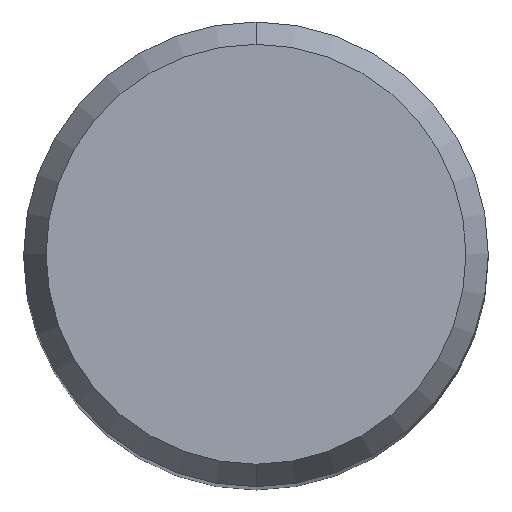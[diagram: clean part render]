
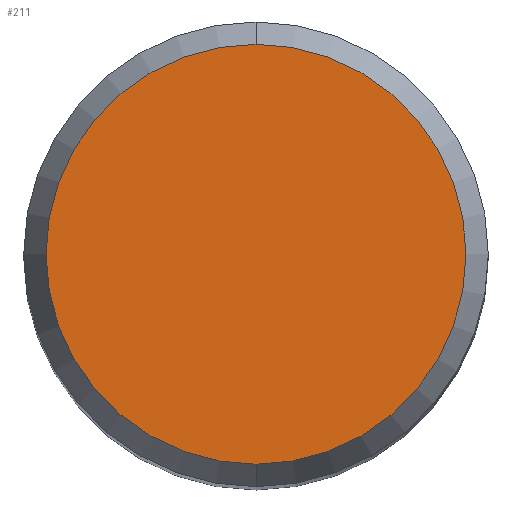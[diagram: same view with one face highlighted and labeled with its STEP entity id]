
A CAD part, top view. The second image highlights one B-rep face of the part: STEP entity #211.
In plain terms, the highlighted planar face has unit normal (0, 0, 1).
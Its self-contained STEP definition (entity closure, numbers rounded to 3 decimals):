
#121=VERTEX_POINT('',#275);
#147=VERTEX_POINT('',#307);
#181=EDGE_CURVE('',#121,#147,#344,.T.);
#203=EDGE_CURVE('',#147,#121,#369,.T.);
#211=ADVANCED_FACE('',(#378),#379,.T.);
#275=CARTESIAN_POINT('',(0.0,4.304,0.));
#307=CARTESIAN_POINT('',(0.,-4.304,0.));
#344=CIRCLE('',#529,4.304);
#369=CIRCLE('',#562,4.304);
#378=FACE_OUTER_BOUND('',#573,.T.);
#379=PLANE('',#574);
#529=AXIS2_PLACEMENT_3D('',#727,#728,#729);
#562=AXIS2_PLACEMENT_3D('',#765,#766,#767);
#573=EDGE_LOOP('',(#778,#779));
#574=AXIS2_PLACEMENT_3D('',#780,#781,#782);
#727=CARTESIAN_POINT('',(0.0,0.0,0.));
#728=DIRECTION('',(0.0,0.0,-1.0));
#729=DIRECTION('',(0.0,1.0,0.0));
#765=CARTESIAN_POINT('',(0.0,0.0,0.));
#766=DIRECTION('',(0.0,0.0,-1.0));
#767=DIRECTION('',(0.0,1.0,0.0));
#778=ORIENTED_EDGE('',*,*,#181,.F.);
#779=ORIENTED_EDGE('',*,*,#203,.F.);
#780=CARTESIAN_POINT('',(0.0,2.152,0.));
#781=DIRECTION('',(-0.0,0.0,1.0));
#782=DIRECTION('',(0.0,-1.0,0.0));
